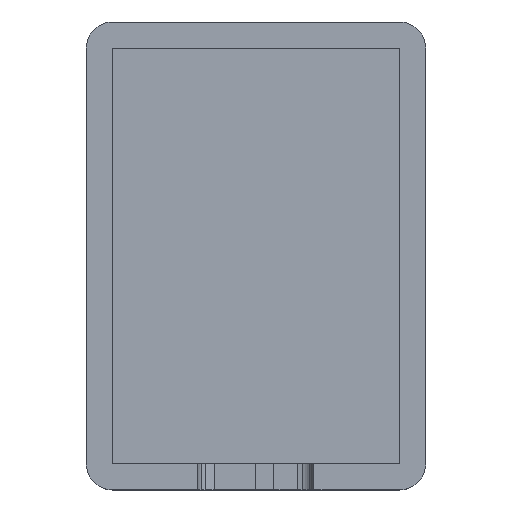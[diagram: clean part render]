
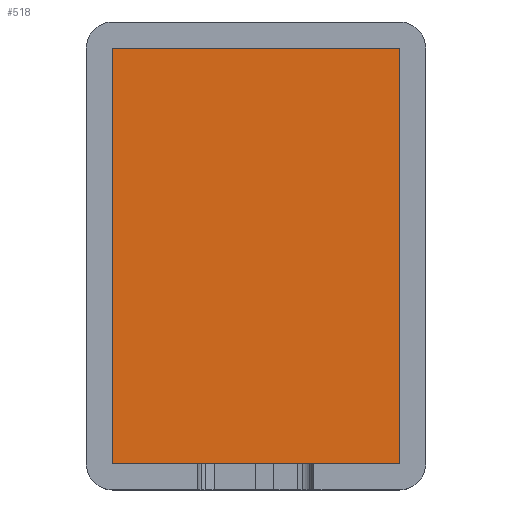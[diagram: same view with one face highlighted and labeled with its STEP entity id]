
A CAD part, top view. The second image highlights one B-rep face of the part: STEP entity #518.
In plain terms, the highlighted planar face has unit normal (0, 0, 1).
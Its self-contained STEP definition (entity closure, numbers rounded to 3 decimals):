
#67=FACE_OUTER_BOUND('',#99,.T.);
#99=EDGE_LOOP('',(#352,#353,#354,#355));
#132=LINE('',#760,#178);
#134=LINE('',#764,#180);
#135=LINE('',#766,#181);
#136=LINE('',#767,#182);
#178=VECTOR('',#616,10.);
#180=VECTOR('',#620,10.);
#181=VECTOR('',#621,10.);
#182=VECTOR('',#622,10.);
#224=VERTEX_POINT('',#757);
#225=VERTEX_POINT('',#759);
#226=VERTEX_POINT('',#763);
#227=VERTEX_POINT('',#765);
#272=EDGE_CURVE('',#224,#225,#132,.T.);
#274=EDGE_CURVE('',#226,#224,#134,.T.);
#275=EDGE_CURVE('',#227,#226,#135,.T.);
#276=EDGE_CURVE('',#225,#227,#136,.T.);
#352=ORIENTED_EDGE('',*,*,#272,.F.);
#353=ORIENTED_EDGE('',*,*,#274,.F.);
#354=ORIENTED_EDGE('',*,*,#275,.F.);
#355=ORIENTED_EDGE('',*,*,#276,.F.);
#505=PLANE('',#564);
#518=ADVANCED_FACE('',(#67),#505,.F.);
#564=AXIS2_PLACEMENT_3D('',#762,#618,#619);
#616=DIRECTION('',(0.,1.,0.));
#618=DIRECTION('center_axis',(0.,0.,-1.));
#619=DIRECTION('ref_axis',(-1.,0.,0.));
#620=DIRECTION('',(-1.,0.,0.));
#621=DIRECTION('',(0.,-1.,0.));
#622=DIRECTION('',(1.,0.,0.));
#757=CARTESIAN_POINT('',(-11.,-14.425,-3.285));
#759=CARTESIAN_POINT('',(-11.,17.425,-3.285));
#760=CARTESIAN_POINT('',(-11.,17.425,-3.285));
#762=CARTESIAN_POINT('Origin',(0.,1.5,-3.285));
#763=CARTESIAN_POINT('',(11.,-14.425,-3.285));
#764=CARTESIAN_POINT('',(-11.,-14.425,-3.285));
#765=CARTESIAN_POINT('',(11.,17.425,-3.285));
#766=CARTESIAN_POINT('',(11.,17.425,-3.285));
#767=CARTESIAN_POINT('',(-11.,17.425,-3.285));
